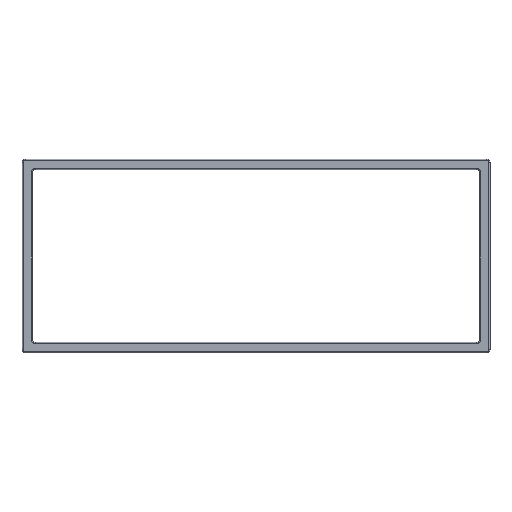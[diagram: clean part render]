
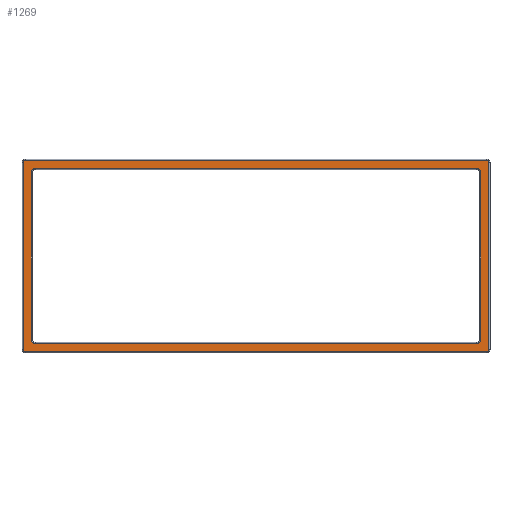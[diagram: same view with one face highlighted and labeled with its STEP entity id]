
A CAD part, top view. The second image highlights one B-rep face of the part: STEP entity #1269.
In plain terms, the highlighted planar face has unit normal (0, 0, 1).
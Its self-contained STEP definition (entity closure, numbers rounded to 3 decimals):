
#29=FACE_BOUND('',#194,.T.);
#61=PLANE('',#1391);
#103=FACE_OUTER_BOUND('',#193,.T.);
#193=EDGE_LOOP('',(#905,#906,#907,#908,#909,#910,#911,#912));
#194=EDGE_LOOP('',(#913,#914,#915,#916,#917,#918,#919,#920));
#302=LINE('',#2012,#384);
#303=LINE('',#2023,#385);
#305=LINE('',#2035,#387);
#307=LINE('',#2047,#389);
#316=LINE('',#2073,#398);
#317=LINE('',#2077,#399);
#318=LINE('',#2081,#400);
#319=LINE('',#2085,#401);
#384=VECTOR('',#1556,10.);
#385=VECTOR('',#1569,10.);
#387=VECTOR('',#1583,10.);
#389=VECTOR('',#1597,10.);
#398=VECTOR('',#1626,10.);
#399=VECTOR('',#1629,10.);
#400=VECTOR('',#1632,10.);
#401=VECTOR('',#1635,10.);
#468=CIRCLE('',#1366,4.);
#472=CIRCLE('',#1372,4.);
#476=CIRCLE('',#1378,4.);
#479=CIRCLE('',#1383,4.);
#483=CIRCLE('',#1392,2.);
#484=CIRCLE('',#1393,2.);
#485=CIRCLE('',#1394,2.);
#486=CIRCLE('',#1395,2.);
#561=VERTEX_POINT('',#2005);
#564=VERTEX_POINT('',#2010);
#566=VERTEX_POINT('',#2015);
#568=VERTEX_POINT('',#2021);
#570=VERTEX_POINT('',#2027);
#572=VERTEX_POINT('',#2033);
#574=VERTEX_POINT('',#2039);
#576=VERTEX_POINT('',#2045);
#582=VERTEX_POINT('',#2071);
#583=VERTEX_POINT('',#2072);
#584=VERTEX_POINT('',#2074);
#585=VERTEX_POINT('',#2076);
#586=VERTEX_POINT('',#2078);
#587=VERTEX_POINT('',#2080);
#588=VERTEX_POINT('',#2082);
#589=VERTEX_POINT('',#2084);
#682=EDGE_CURVE('',#564,#561,#302,.T.);
#684=EDGE_CURVE('',#566,#564,#468,.T.);
#687=EDGE_CURVE('',#568,#566,#303,.T.);
#690=EDGE_CURVE('',#570,#568,#472,.T.);
#693=EDGE_CURVE('',#572,#570,#305,.T.);
#696=EDGE_CURVE('',#574,#572,#476,.T.);
#699=EDGE_CURVE('',#576,#574,#307,.T.);
#701=EDGE_CURVE('',#561,#576,#479,.T.);
#712=EDGE_CURVE('',#582,#583,#316,.T.);
#713=EDGE_CURVE('',#584,#582,#483,.T.);
#714=EDGE_CURVE('',#585,#584,#317,.T.);
#715=EDGE_CURVE('',#586,#585,#484,.T.);
#716=EDGE_CURVE('',#587,#586,#318,.T.);
#717=EDGE_CURVE('',#588,#587,#485,.T.);
#718=EDGE_CURVE('',#589,#588,#319,.T.);
#719=EDGE_CURVE('',#583,#589,#486,.T.);
#905=ORIENTED_EDGE('',*,*,#712,.F.);
#906=ORIENTED_EDGE('',*,*,#713,.F.);
#907=ORIENTED_EDGE('',*,*,#714,.F.);
#908=ORIENTED_EDGE('',*,*,#715,.F.);
#909=ORIENTED_EDGE('',*,*,#716,.F.);
#910=ORIENTED_EDGE('',*,*,#717,.F.);
#911=ORIENTED_EDGE('',*,*,#718,.F.);
#912=ORIENTED_EDGE('',*,*,#719,.F.);
#913=ORIENTED_EDGE('',*,*,#682,.F.);
#914=ORIENTED_EDGE('',*,*,#684,.F.);
#915=ORIENTED_EDGE('',*,*,#687,.F.);
#916=ORIENTED_EDGE('',*,*,#690,.F.);
#917=ORIENTED_EDGE('',*,*,#693,.F.);
#918=ORIENTED_EDGE('',*,*,#696,.F.);
#919=ORIENTED_EDGE('',*,*,#699,.F.);
#920=ORIENTED_EDGE('',*,*,#701,.F.);
#1269=ADVANCED_FACE('',(#103,#29),#61,.T.);
#1366=AXIS2_PLACEMENT_3D('',#2017,#1561,#1562);
#1372=AXIS2_PLACEMENT_3D('',#2029,#1575,#1576);
#1378=AXIS2_PLACEMENT_3D('',#2041,#1589,#1590);
#1383=AXIS2_PLACEMENT_3D('',#2050,#1601,#1602);
#1391=AXIS2_PLACEMENT_3D('',#2070,#1624,#1625);
#1392=AXIS2_PLACEMENT_3D('',#2075,#1627,#1628);
#1393=AXIS2_PLACEMENT_3D('',#2079,#1630,#1631);
#1394=AXIS2_PLACEMENT_3D('',#2083,#1633,#1634);
#1395=AXIS2_PLACEMENT_3D('',#2086,#1636,#1637);
#1556=DIRECTION('',(-1.,0.,0.));
#1561=DIRECTION('center_axis',(0.,0.,1.));
#1562=DIRECTION('ref_axis',(0.707,0.707,0.));
#1569=DIRECTION('',(0.,1.,0.));
#1575=DIRECTION('center_axis',(0.,0.,1.));
#1576=DIRECTION('ref_axis',(0.707,-0.707,0.));
#1583=DIRECTION('',(1.,0.,0.));
#1589=DIRECTION('center_axis',(0.,0.,1.));
#1590=DIRECTION('ref_axis',(-0.707,-0.707,0.));
#1597=DIRECTION('',(0.,-1.,0.));
#1601=DIRECTION('center_axis',(0.,0.,1.));
#1602=DIRECTION('ref_axis',(-0.707,0.707,0.));
#1624=DIRECTION('center_axis',(0.,0.,1.));
#1625=DIRECTION('ref_axis',(1.,0.,0.));
#1626=DIRECTION('',(0.,-1.,0.));
#1627=DIRECTION('center_axis',(0.,0.,-1.));
#1628=DIRECTION('ref_axis',(0.707,0.707,0.));
#1629=DIRECTION('',(1.,0.,0.));
#1630=DIRECTION('center_axis',(0.,0.,-1.));
#1631=DIRECTION('ref_axis',(-0.707,0.707,0.));
#1632=DIRECTION('',(0.,1.,0.));
#1633=DIRECTION('center_axis',(0.,0.,-1.));
#1634=DIRECTION('ref_axis',(-0.707,-0.707,0.));
#1635=DIRECTION('',(-1.,0.,0.));
#1636=DIRECTION('center_axis',(0.,0.,-1.));
#1637=DIRECTION('ref_axis',(0.707,-0.707,0.));
#2005=CARTESIAN_POINT('',(13.,11.,8.));
#2010=CARTESIAN_POINT('',(447.,11.,8.));
#2012=CARTESIAN_POINT('',(121.5,11.,8.));
#2015=CARTESIAN_POINT('',(451.,7.,8.));
#2017=CARTESIAN_POINT('Origin',(447.,7.,8.));
#2021=CARTESIAN_POINT('',(451.,-157.,8.));
#2023=CARTESIAN_POINT('',(451.,-34.,8.));
#2027=CARTESIAN_POINT('',(447.,-161.,8.));
#2029=CARTESIAN_POINT('Origin',(447.,-157.,8.));
#2033=CARTESIAN_POINT('',(13.,-161.,8.));
#2035=CARTESIAN_POINT('',(338.5,-161.,8.));
#2039=CARTESIAN_POINT('',(9.,-157.,8.));
#2041=CARTESIAN_POINT('Origin',(13.,-157.,8.));
#2045=CARTESIAN_POINT('',(9.,7.,8.));
#2047=CARTESIAN_POINT('',(9.,-116.,8.));
#2050=CARTESIAN_POINT('Origin',(13.,7.,8.));
#2070=CARTESIAN_POINT('Origin',(230.,-75.,8.));
#2071=CARTESIAN_POINT('',(459.,17.,8.));
#2072=CARTESIAN_POINT('',(459.,-167.,8.));
#2073=CARTESIAN_POINT('',(459.,-121.,8.));
#2074=CARTESIAN_POINT('',(457.,19.,8.));
#2075=CARTESIAN_POINT('Origin',(457.,17.,8.));
#2076=CARTESIAN_POINT('',(3.,19.,8.));
#2077=CARTESIAN_POINT('',(343.5,19.,8.));
#2078=CARTESIAN_POINT('',(1.,17.,8.));
#2079=CARTESIAN_POINT('Origin',(3.,17.,8.));
#2080=CARTESIAN_POINT('',(1.,-167.,8.));
#2081=CARTESIAN_POINT('',(1.,-29.,8.));
#2082=CARTESIAN_POINT('',(3.,-169.,8.));
#2083=CARTESIAN_POINT('Origin',(3.,-167.,8.));
#2084=CARTESIAN_POINT('',(457.,-169.,8.));
#2085=CARTESIAN_POINT('',(116.5,-169.,8.));
#2086=CARTESIAN_POINT('Origin',(457.,-167.,8.));
